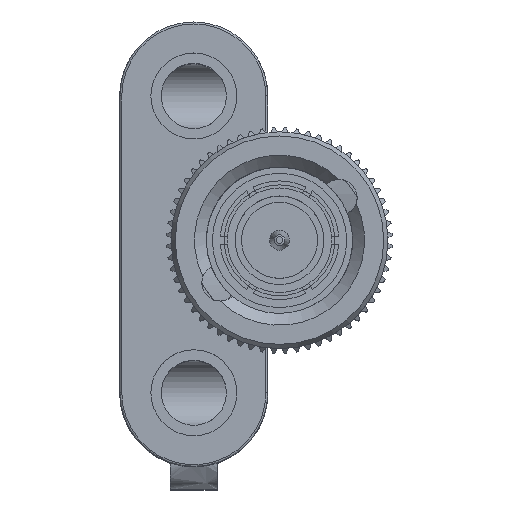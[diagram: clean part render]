
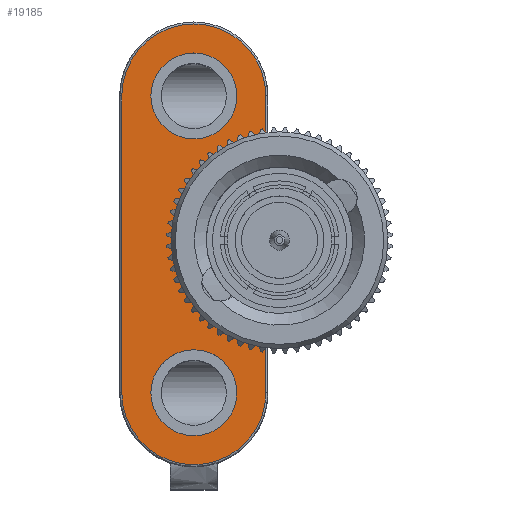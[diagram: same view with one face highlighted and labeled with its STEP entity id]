
A CAD part, top view. The second image highlights one B-rep face of the part: STEP entity #19185.
In plain terms, the highlighted planar face has unit normal (0, 0, 1).
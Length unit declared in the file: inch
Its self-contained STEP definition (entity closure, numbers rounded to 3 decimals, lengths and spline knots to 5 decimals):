
#28 = ORIENTED_EDGE ( 'NONE', *, *, #4090, .T. ) ;
#39 = PLANE ( 'NONE',  #18471 ) ;
#171 = EDGE_CURVE ( 'NONE', #13357, #8053, #12121, .T. ) ;
#589 = VECTOR ( 'NONE', #15388, 39.37008 ) ;
#667 = EDGE_CURVE ( 'NONE', #9157, #5706, #8666, .T. ) ;
#731 = EDGE_CURVE ( 'NONE', #12325, #12325, #11154, .T. ) ;
#835 = EDGE_CURVE ( 'NONE', #22329, #22329, #10744, .T. ) ;
#845 = EDGE_CURVE ( 'NONE', #25710, #18057, #4084, .T. ) ;
#921 = DIRECTION ( 'NONE',  ( 1., 0., 0. ) ) ;
#1431 = DIRECTION ( 'NONE',  ( 0., 1., 0. ) ) ;
#1489 = ORIENTED_EDGE ( 'NONE', *, *, #9045, .T. ) ;
#1873 = CARTESIAN_POINT ( 'NONE',  ( 0.375, -0.21654, 0. ) ) ;
#2045 = CARTESIAN_POINT ( 'NONE',  ( 0., 0., 0. ) ) ;
#3747 = CARTESIAN_POINT ( 'NONE',  ( -0.24606, -0.02953, 0. ) ) ;
#4084 = CIRCLE ( 'NONE', #25274, 0.24106 ) ;
#4090 = EDGE_CURVE ( 'NONE', #12611, #9157, #6027, .T. ) ;
#4916 = CARTESIAN_POINT ( 'NONE',  ( -0.375, -0.39854, 0. ) ) ;
#5589 = DIRECTION ( 'NONE',  ( 1., 0., 0. ) ) ;
#5706 = VERTEX_POINT ( 'NONE', #4916 ) ;
#6008 = CARTESIAN_POINT ( 'NONE',  ( 0.375, -0.03453, 0. ) ) ;
#6027 = LINE ( 'NONE', #23441, #24764 ) ;
#6284 = DIRECTION ( 'NONE',  ( 0., 0., 1. ) ) ;
#6294 = CARTESIAN_POINT ( 'NONE',  ( 0.375, -0.03453, 0. ) ) ;
#6691 = AXIS2_PLACEMENT_3D ( 'NONE', #23072, #7357, #13311 ) ;
#7139 = DIRECTION ( 'NONE',  ( 0., -1., 0. ) ) ;
#7357 = DIRECTION ( 'NONE',  ( 0., 0., 1. ) ) ;
#7402 = CARTESIAN_POINT ( 'NONE',  ( 0.375, -0.21654, 0. ) ) ;
#7453 = EDGE_CURVE ( 'NONE', #12197, #12197, #8420, .T. ) ;
#7485 = CARTESIAN_POINT ( 'NONE',  ( 0.375, -0.39854, 0. ) ) ;
#7724 = DIRECTION ( 'NONE',  ( 0., 0., -1. ) ) ;
#7917 = CARTESIAN_POINT ( 'NONE',  ( -0.24106, 0., 0. ) ) ;
#7975 = DIRECTION ( 'NONE',  ( -1., 0., 0. ) ) ;
#8053 = VERTEX_POINT ( 'NONE', #6294 ) ;
#8107 = DIRECTION ( 'NONE',  ( 0., 0., 1. ) ) ;
#8420 = CIRCLE ( 'NONE', #17947, 0.21654 ) ;
#8666 = CIRCLE ( 'NONE', #9078, 0.18201 ) ;
#9022 = EDGE_CURVE ( 'NONE', #12611, #16816, #24228, .T. ) ;
#9045 = EDGE_CURVE ( 'NONE', #14374, #25710, #19584, .T. ) ;
#9078 = AXIS2_PLACEMENT_3D ( 'NONE', #20980, #23446, #23061 ) ;
#9157 = VERTEX_POINT ( 'NONE', #16692 ) ;
#9348 = ORIENTED_EDGE ( 'NONE', *, *, #16931, .T. ) ;
#9463 = DIRECTION ( 'NONE',  ( 1., 0., 0. ) ) ;
#9566 = EDGE_LOOP ( 'NONE', ( #13397 ) ) ;
#9656 = FACE_BOUND ( 'NONE', #16809, .T. ) ;
#9911 = FACE_BOUND ( 'NONE', #22383, .T. ) ;
#10040 = DIRECTION ( 'NONE',  ( 1., 0., 0. ) ) ;
#10248 = ORIENTED_EDGE ( 'NONE', *, *, #171, .T. ) ;
#10744 = CIRCLE ( 'NONE', #19838, 0.10866 ) ;
#11154 = CIRCLE ( 'NONE', #16528, 0.10866 ) ;
#11250 = CARTESIAN_POINT ( 'NONE',  ( -0.24606, -0.03453, 0. ) ) ;
#11630 = CARTESIAN_POINT ( 'NONE',  ( -0.24106, -0.21654, 0. ) ) ;
#11665 = ORIENTED_EDGE ( 'NONE', *, *, #9022, .F. ) ;
#11936 = CARTESIAN_POINT ( 'NONE',  ( 0.24106, 0., 0. ) ) ;
#12121 = CIRCLE ( 'NONE', #24149, 0.18201 ) ;
#12197 = VERTEX_POINT ( 'NONE', #20108 ) ;
#12325 = VERTEX_POINT ( 'NONE', #18542 ) ;
#12434 = ORIENTED_EDGE ( 'NONE', *, *, #12554, .F. ) ;
#12525 = VECTOR ( 'NONE', #21969, 39.37008 ) ;
#12554 = EDGE_CURVE ( 'NONE', #14374, #12630, #13713, .T. ) ;
#12611 = VERTEX_POINT ( 'NONE', #11250 ) ;
#12630 = VERTEX_POINT ( 'NONE', #14217 ) ;
#13311 = DIRECTION ( 'NONE',  ( 1., 0., 0. ) ) ;
#13357 = VERTEX_POINT ( 'NONE', #25440 ) ;
#13397 = ORIENTED_EDGE ( 'NONE', *, *, #7453, .F. ) ;
#13713 = CIRCLE ( 'NONE', #6691, 0.005 ) ;
#13747 = CARTESIAN_POINT ( 'NONE',  ( 0.24106, -0.02953, 0. ) ) ;
#14205 = DIRECTION ( 'NONE',  ( 1., 0., 0. ) ) ;
#14217 = CARTESIAN_POINT ( 'NONE',  ( 0.24606, -0.03453, 0. ) ) ;
#14374 = VERTEX_POINT ( 'NONE', #13747 ) ;
#15083 = EDGE_CURVE ( 'NONE', #8053, #12630, #18194, .T. ) ;
#15388 = DIRECTION ( 'NONE',  ( 1., 0., 0. ) ) ;
#15482 = AXIS2_PLACEMENT_3D ( 'NONE', #3747, #21662, #5589 ) ;
#15779 = EDGE_LOOP ( 'NONE', ( #23902, #9348, #10248, #24872, #12434, #1489, #25421, #15991, #11665, #28 ) ) ;
#15876 = DIRECTION ( 'NONE',  ( 0., 0., 1. ) ) ;
#15991 = ORIENTED_EDGE ( 'NONE', *, *, #18384, .T. ) ;
#16001 = CARTESIAN_POINT ( 'NONE',  ( 0.375, -0.21654, 0. ) ) ;
#16017 = DIRECTION ( 'NONE',  ( 1., 0., 0. ) ) ;
#16528 = AXIS2_PLACEMENT_3D ( 'NONE', #1873, #7724, #7975 ) ;
#16692 = CARTESIAN_POINT ( 'NONE',  ( -0.375, -0.03453, 0. ) ) ;
#16809 = EDGE_LOOP ( 'NONE', ( #18324 ) ) ;
#16816 = VERTEX_POINT ( 'NONE', #18395 ) ;
#16931 = EDGE_CURVE ( 'NONE', #5706, #13357, #24911, .T. ) ;
#17406 = ORIENTED_EDGE ( 'NONE', *, *, #731, .T. ) ;
#17564 = VECTOR ( 'NONE', #1431, 39.37008 ) ;
#17569 = FACE_OUTER_BOUND ( 'NONE', #15779, .T. ) ;
#17947 = AXIS2_PLACEMENT_3D ( 'NONE', #2045, #19563, #9463 ) ;
#18057 = VERTEX_POINT ( 'NONE', #7917 ) ;
#18093 = CARTESIAN_POINT ( 'NONE',  ( 0., 0., 0. ) ) ;
#18194 = LINE ( 'NONE', #6008, #12525 ) ;
#18324 = ORIENTED_EDGE ( 'NONE', *, *, #835, .F. ) ;
#18384 = EDGE_CURVE ( 'NONE', #18057, #16816, #23333, .T. ) ;
#18395 = CARTESIAN_POINT ( 'NONE',  ( -0.24106, -0.02953, 0. ) ) ;
#18471 = AXIS2_PLACEMENT_3D ( 'NONE', #16001, #15876, #10040 ) ;
#18542 = CARTESIAN_POINT ( 'NONE',  ( 0.26634, -0.21654, 0. ) ) ;
#19185 = ADVANCED_FACE ( 'NONE', ( #19764, #9656, #9911, #17569 ), #39, .T. ) ;
#19396 = DIRECTION ( 'NONE',  ( -1., 0., 0. ) ) ;
#19563 = DIRECTION ( 'NONE',  ( 0., 0., 1. ) ) ;
#19584 = LINE ( 'NONE', #21415, #17564 ) ;
#19764 = FACE_BOUND ( 'NONE', #9566, .T. ) ;
#19838 = AXIS2_PLACEMENT_3D ( 'NONE', #25663, #8107, #16017 ) ;
#20108 = CARTESIAN_POINT ( 'NONE',  ( 0.21654, 0., 0. ) ) ;
#20980 = CARTESIAN_POINT ( 'NONE',  ( -0.375, -0.21654, 0. ) ) ;
#21415 = CARTESIAN_POINT ( 'NONE',  ( 0.24106, -0.21654, 0. ) ) ;
#21662 = DIRECTION ( 'NONE',  ( 0., 0., 1. ) ) ;
#21969 = DIRECTION ( 'NONE',  ( -1., 0., 0. ) ) ;
#22205 = CARTESIAN_POINT ( 'NONE',  ( -0.26634, -0.21654, 0. ) ) ;
#22329 = VERTEX_POINT ( 'NONE', #22205 ) ;
#22383 = EDGE_LOOP ( 'NONE', ( #17406 ) ) ;
#22998 = DIRECTION ( 'NONE',  ( 0., 0., 1. ) ) ;
#23061 = DIRECTION ( 'NONE',  ( 1., 0., 0. ) ) ;
#23072 = CARTESIAN_POINT ( 'NONE',  ( 0.24606, -0.02953, 0. ) ) ;
#23333 = LINE ( 'NONE', #11630, #25104 ) ;
#23441 = CARTESIAN_POINT ( 'NONE',  ( 0.375, -0.03453, 0. ) ) ;
#23446 = DIRECTION ( 'NONE',  ( 0., 0., 1. ) ) ;
#23902 = ORIENTED_EDGE ( 'NONE', *, *, #667, .T. ) ;
#24149 = AXIS2_PLACEMENT_3D ( 'NONE', #7402, #22998, #921 ) ;
#24228 = CIRCLE ( 'NONE', #15482, 0.005 ) ;
#24764 = VECTOR ( 'NONE', #19396, 39.37008 ) ;
#24872 = ORIENTED_EDGE ( 'NONE', *, *, #15083, .T. ) ;
#24911 = LINE ( 'NONE', #7485, #589 ) ;
#25104 = VECTOR ( 'NONE', #7139, 39.37008 ) ;
#25274 = AXIS2_PLACEMENT_3D ( 'NONE', #18093, #6284, #14205 ) ;
#25421 = ORIENTED_EDGE ( 'NONE', *, *, #845, .T. ) ;
#25440 = CARTESIAN_POINT ( 'NONE',  ( 0.375, -0.39854, 0. ) ) ;
#25663 = CARTESIAN_POINT ( 'NONE',  ( -0.375, -0.21654, 0. ) ) ;
#25710 = VERTEX_POINT ( 'NONE', #11936 ) ;
